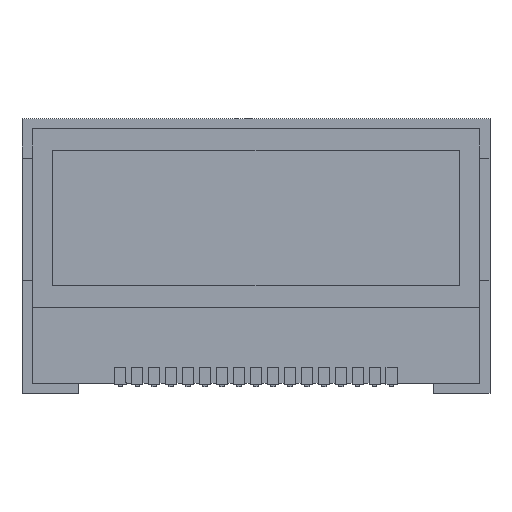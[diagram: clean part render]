
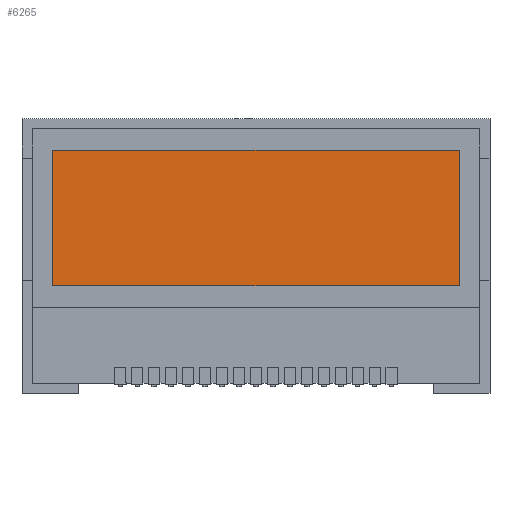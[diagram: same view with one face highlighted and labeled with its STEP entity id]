
A CAD part, top view. The second image highlights one B-rep face of the part: STEP entity #6265.
In plain terms, the highlighted planar face has unit normal (0, 0, 1).
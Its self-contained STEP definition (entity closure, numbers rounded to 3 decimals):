
#365 = VECTOR ( 'NONE', #10962, 1000. ) ;
#533 = VECTOR ( 'NONE', #3116, 1000. ) ;
#723 = CARTESIAN_POINT ( 'NONE',  ( 18., -2.65, 3.7 ) ) ;
#781 = FACE_OUTER_BOUND ( 'NONE', #4758, .T. ) ;
#904 = AXIS2_PLACEMENT_3D ( 'NONE', #1061, #7710, #2034 ) ;
#1061 = CARTESIAN_POINT ( 'NONE',  ( 0., 0., 3.7 ) ) ;
#1468 = VERTEX_POINT ( 'NONE', #723 ) ;
#1767 = ORIENTED_EDGE ( 'NONE', *, *, #4626, .T. ) ;
#2034 = DIRECTION ( 'NONE',  ( 1., 0., 0. ) ) ;
#3056 = LINE ( 'NONE', #6901, #533 ) ;
#3116 = DIRECTION ( 'NONE',  ( 1., 0., 0. ) ) ;
#4068 = VECTOR ( 'NONE', #7831, 1000. ) ;
#4214 = ORIENTED_EDGE ( 'NONE', *, *, #9498, .T. ) ;
#4384 = LINE ( 'NONE', #10654, #4068 ) ;
#4573 = DIRECTION ( 'NONE',  ( 0., -1., 0. ) ) ;
#4626 = EDGE_CURVE ( 'NONE', #11669, #4859, #4384, .T. ) ;
#4758 = EDGE_LOOP ( 'NONE', ( #4214, #1767, #8408, #11931 ) ) ;
#4859 = VERTEX_POINT ( 'NONE', #7092 ) ;
#5240 = CARTESIAN_POINT ( 'NONE',  ( 18., 9.35, 3.7 ) ) ;
#5516 = CARTESIAN_POINT ( 'NONE',  ( -18., -2.65, 3.7 ) ) ;
#6265 = ADVANCED_FACE ( 'NONE', ( #781 ), #9599, .T. ) ;
#6901 = CARTESIAN_POINT ( 'NONE',  ( -18., -2.65, 3.7 ) ) ;
#7092 = CARTESIAN_POINT ( 'NONE',  ( -18., 9.35, 3.7 ) ) ;
#7414 = VERTEX_POINT ( 'NONE', #5516 ) ;
#7710 = DIRECTION ( 'NONE',  ( 0., 0., 1. ) ) ;
#7831 = DIRECTION ( 'NONE',  ( -1., 0., 0. ) ) ;
#7930 = LINE ( 'NONE', #11889, #365 ) ;
#8408 = ORIENTED_EDGE ( 'NONE', *, *, #9019, .T. ) ;
#9019 = EDGE_CURVE ( 'NONE', #4859, #7414, #9780, .T. ) ;
#9498 = EDGE_CURVE ( 'NONE', #1468, #11669, #7930, .T. ) ;
#9599 = PLANE ( 'NONE',  #904 ) ;
#9780 = LINE ( 'NONE', #11211, #12266 ) ;
#10654 = CARTESIAN_POINT ( 'NONE',  ( 18., 9.35, 3.7 ) ) ;
#10947 = EDGE_CURVE ( 'NONE', #7414, #1468, #3056, .T. ) ;
#10962 = DIRECTION ( 'NONE',  ( 0., 1., 0. ) ) ;
#11211 = CARTESIAN_POINT ( 'NONE',  ( -18., 9.35, 3.7 ) ) ;
#11669 = VERTEX_POINT ( 'NONE', #5240 ) ;
#11889 = CARTESIAN_POINT ( 'NONE',  ( 18., -2.65, 3.7 ) ) ;
#11931 = ORIENTED_EDGE ( 'NONE', *, *, #10947, .T. ) ;
#12266 = VECTOR ( 'NONE', #4573, 1000. ) ;
